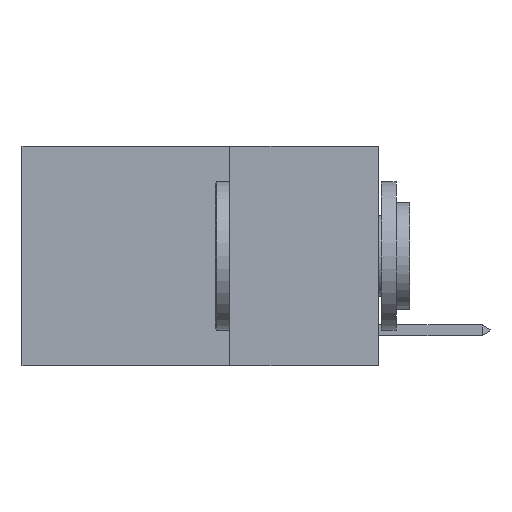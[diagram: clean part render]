
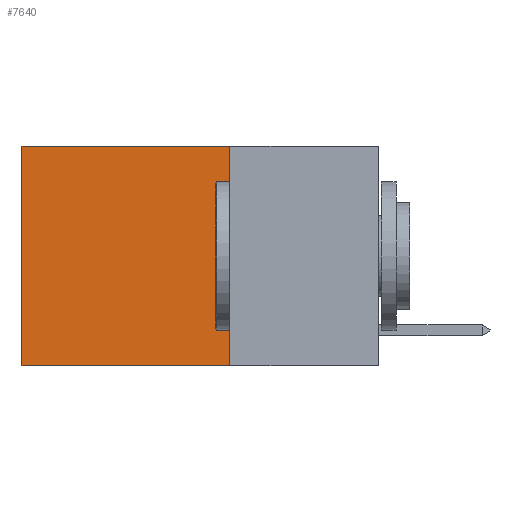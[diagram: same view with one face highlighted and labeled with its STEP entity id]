
A CAD part, left-side view. The second image highlights one B-rep face of the part: STEP entity #7640.
In plain terms, the highlighted planar face has unit normal (-1, 0, 0).
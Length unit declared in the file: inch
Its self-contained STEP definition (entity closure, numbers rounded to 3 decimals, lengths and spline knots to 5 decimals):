
#1433 = VECTOR ( 'NONE', #5996, 39.37008 ) ;
#1470 = EDGE_CURVE ( 'NONE', #5531, #18684, #6877, .T. ) ;
#1916 = LINE ( 'NONE', #4390, #1433 ) ;
#2242 = VERTEX_POINT ( 'NONE', #3364 ) ;
#2295 = CARTESIAN_POINT ( 'NONE',  ( 0.2625, 0.6, 0. ) ) ;
#2544 = CARTESIAN_POINT ( 'NONE',  ( 0.2625, 0.25, 0. ) ) ;
#3282 = CARTESIAN_POINT ( 'NONE',  ( 0.2625, 0.25, 0. ) ) ;
#3364 = CARTESIAN_POINT ( 'NONE',  ( 0.2625, 0.25, -0.37 ) ) ;
#3603 = DIRECTION ( 'NONE',  ( 0., 1., 0. ) ) ;
#3675 = CARTESIAN_POINT ( 'NONE',  ( 0.2625, 0.25, 0. ) ) ;
#3803 = CARTESIAN_POINT ( 'NONE',  ( 0.2625, 0.6, -0.37 ) ) ;
#3946 = AXIS2_PLACEMENT_3D ( 'NONE', #3282, #15712, #6475 ) ;
#4390 = CARTESIAN_POINT ( 'NONE',  ( 0.2625, 0.25, -0.37 ) ) ;
#5531 = VERTEX_POINT ( 'NONE', #2544 ) ;
#5996 = DIRECTION ( 'NONE',  ( 0., 1., 0. ) ) ;
#6233 = EDGE_CURVE ( 'NONE', #5531, #2242, #11634, .T. ) ;
#6475 = DIRECTION ( 'NONE',  ( 0., 0., -1. ) ) ;
#6708 = EDGE_CURVE ( 'NONE', #18684, #16104, #10611, .T. ) ;
#6877 = LINE ( 'NONE', #3675, #14603 ) ;
#7478 = CARTESIAN_POINT ( 'NONE',  ( 0.2625, 0.25, 0. ) ) ;
#7640 = ADVANCED_FACE ( 'NONE', ( #15879 ), #14162, .F. ) ;
#9037 = DIRECTION ( 'NONE',  ( 0., 0., -1. ) ) ;
#10611 = LINE ( 'NONE', #2295, #14730 ) ;
#11140 = VECTOR ( 'NONE', #9037, 39.37008 ) ;
#11548 = EDGE_CURVE ( 'NONE', #2242, #16104, #1916, .T. ) ;
#11634 = LINE ( 'NONE', #7478, #11140 ) ;
#13145 = ORIENTED_EDGE ( 'NONE', *, *, #1470, .T. ) ;
#13945 = CARTESIAN_POINT ( 'NONE',  ( 0.2625, 0.6, 0. ) ) ;
#14162 = PLANE ( 'NONE',  #3946 ) ;
#14603 = VECTOR ( 'NONE', #3603, 39.37008 ) ;
#14730 = VECTOR ( 'NONE', #19260, 39.37008 ) ;
#15712 = DIRECTION ( 'NONE',  ( 1., 0., 0. ) ) ;
#15879 = FACE_OUTER_BOUND ( 'NONE', #16212, .T. ) ;
#16104 = VERTEX_POINT ( 'NONE', #3803 ) ;
#16212 = EDGE_LOOP ( 'NONE', ( #16431, #19238, #16391, #13145 ) ) ;
#16391 = ORIENTED_EDGE ( 'NONE', *, *, #6233, .F. ) ;
#16431 = ORIENTED_EDGE ( 'NONE', *, *, #6708, .T. ) ;
#18684 = VERTEX_POINT ( 'NONE', #13945 ) ;
#19238 = ORIENTED_EDGE ( 'NONE', *, *, #11548, .F. ) ;
#19260 = DIRECTION ( 'NONE',  ( 0., 0., -1. ) ) ;
